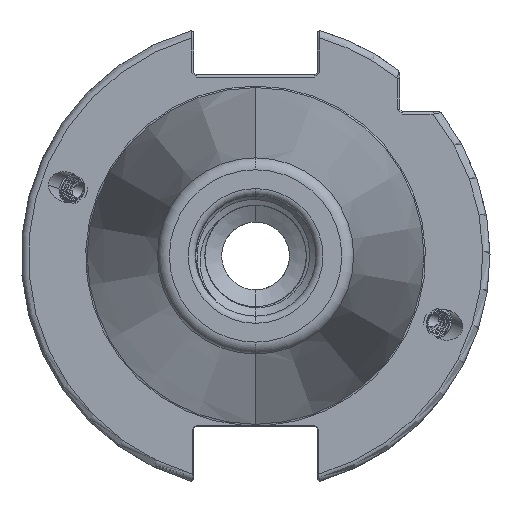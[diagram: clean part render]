
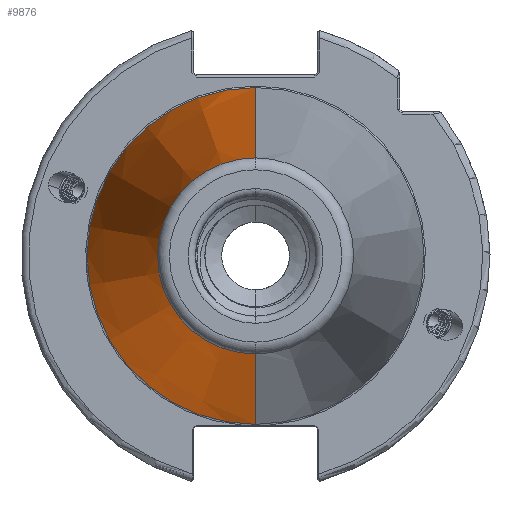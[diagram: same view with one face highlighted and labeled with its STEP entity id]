
A CAD part, left-side view. The second image highlights one B-rep face of the part: STEP entity #9876.
In plain terms, the highlighted conical face has half-angle 8.297 degrees and reference radius 35.392 mm.
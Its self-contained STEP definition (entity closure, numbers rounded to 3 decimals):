
#98 = CONICAL_SURFACE ( 'NONE', #5647, 35.392, 0.145 ) ;
#174 = CIRCLE ( 'NONE', #8146, 20.399 ) ;
#193 = CIRCLE ( 'NONE', #8169, 35.027 ) ;
#194 = CIRCLE ( 'NONE', #8172, 35.027 ) ;
#5647 = AXIS2_PLACEMENT_3D ( 'NONE', #19461, #19462, #19463 ) ;
#5674 = FACE_OUTER_BOUND ( 'NONE', #14562, .T. ) ;
#7027 = ORIENTED_EDGE ( 'NONE', *, *, #11917, .F. ) ;
#7028 = ORIENTED_EDGE ( 'NONE', *, *, #11916, .F. ) ;
#7029 = ORIENTED_EDGE ( 'NONE', *, *, #11914, .T. ) ;
#7030 = ORIENTED_EDGE ( 'NONE', *, *, #11915, .F. ) ;
#7031 = ORIENTED_EDGE ( 'NONE', *, *, #11894, .T. ) ;
#7384 = VERTEX_POINT ( 'NONE', #12322 ) ;
#7385 = VERTEX_POINT ( 'NONE', #12323 ) ;
#7386 = VERTEX_POINT ( 'NONE', #12324 ) ;
#7405 = VERTEX_POINT ( 'NONE', #12343 ) ;
#7406 = VERTEX_POINT ( 'NONE', #12344 ) ;
#8146 = AXIS2_PLACEMENT_3D ( 'NONE', #12822, #12823, #12824 ) ;
#8169 = AXIS2_PLACEMENT_3D ( 'NONE', #12883, #12887, #12888 ) ;
#8171 = VECTOR ( 'NONE', #12886, 1000. ) ;
#8172 = AXIS2_PLACEMENT_3D ( 'NONE', #12889, #12890, #12891 ) ;
#8173 = VECTOR ( 'NONE', #12895, 1000. ) ;
#9876 = ADVANCED_FACE ( 'NONE', ( #5674 ), #98, .T. ) ;
#11894 = EDGE_CURVE ( 'NONE', #7405, #7406, #174, .T. ) ;
#11914 = EDGE_CURVE ( 'NONE', #7406, #7386, #12884, .T. ) ;
#11915 = EDGE_CURVE ( 'NONE', #7385, #7386, #193, .T. ) ;
#11916 = EDGE_CURVE ( 'NONE', #7384, #7385, #194, .T. ) ;
#11917 = EDGE_CURVE ( 'NONE', #7405, #7384, #12893, .T. ) ;
#12322 = CARTESIAN_POINT ( 'NONE',  ( -2.5, 0., -35.027 ) ) ;
#12323 = CARTESIAN_POINT ( 'NONE',  ( -2.5, 35.027, 0. ) ) ;
#12324 = CARTESIAN_POINT ( 'NONE',  ( -2.5, 0., 35.027 ) ) ;
#12343 = CARTESIAN_POINT ( 'NONE',  ( -102.811, 0., -20.399 ) ) ;
#12344 = CARTESIAN_POINT ( 'NONE',  ( -102.811, 0., 20.399 ) ) ;
#12822 = CARTESIAN_POINT ( 'NONE',  ( -102.811, 0., 0. ) ) ;
#12823 = DIRECTION ( 'NONE',  ( 1., 0., 0. ) ) ;
#12824 = DIRECTION ( 'NONE',  ( 0., 0., 1. ) ) ;
#12883 = CARTESIAN_POINT ( 'NONE',  ( -2.5, 0., 0. ) ) ;
#12884 = LINE ( 'NONE', #12885, #8171 ) ;
#12885 = CARTESIAN_POINT ( 'NONE',  ( 0., 0., 35.392 ) ) ;
#12886 = DIRECTION ( 'NONE',  ( 0.99, 0., 0.144 ) ) ;
#12887 = DIRECTION ( 'NONE',  ( 1., 0., 0. ) ) ;
#12888 = DIRECTION ( 'NONE',  ( 0., 1., 0. ) ) ;
#12889 = CARTESIAN_POINT ( 'NONE',  ( -2.5, 0., 0. ) ) ;
#12890 = DIRECTION ( 'NONE',  ( 1., 0., 0. ) ) ;
#12891 = DIRECTION ( 'NONE',  ( 0., 1., 0. ) ) ;
#12893 = LINE ( 'NONE', #12894, #8173 ) ;
#12894 = CARTESIAN_POINT ( 'NONE',  ( 0., 0., -35.392 ) ) ;
#12895 = DIRECTION ( 'NONE',  ( 0.99, 0., -0.144 ) ) ;
#14562 = EDGE_LOOP ( 'NONE', ( #7031, #7029, #7030, #7028, #7027 ) ) ;
#19461 = CARTESIAN_POINT ( 'NONE',  ( 0., 0., 0. ) ) ;
#19462 = DIRECTION ( 'NONE',  ( 1., 0., 0. ) ) ;
#19463 = DIRECTION ( 'NONE',  ( 0., 0., -1. ) ) ;
